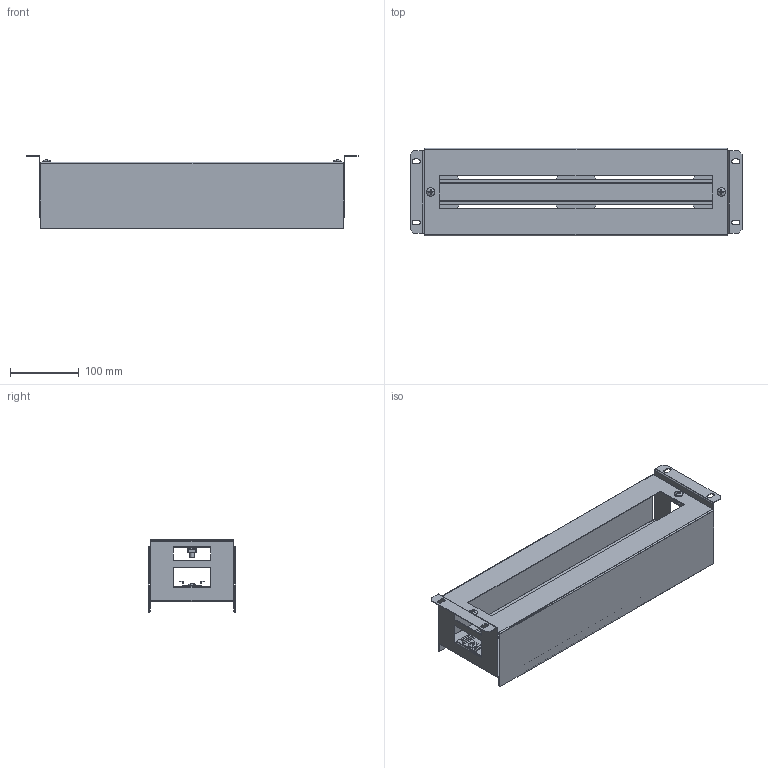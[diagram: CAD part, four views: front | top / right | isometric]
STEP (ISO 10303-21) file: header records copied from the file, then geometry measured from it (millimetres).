
FILE_DESCRIPTION (( 'STEP AP203' ), '1' );
FILE_NAME ('218.40.00 ÑÁ Ðàñïð. ïàíåëü,3U_EDP35-3U22M.STEP', '2023-06-21T11:44:03', ( '' ), ( '' ), 'SwSTEP 2.0', 'SolidWorks 2022', '' );
FILE_SCHEMA (( 'CONFIG_CONTROL_DESIGN' ));
Length unit declared in the file: millimetre
Products named in the file (8): Шпилька для конденсаторной сварки_М6х16; 218.40.01_Фальш-панель; 218.40.00 СБ Распр. панель,3U_EDP35-3U22M; 218.40.11 Корпус; Винт 7985_01; 218.40.002 DIN-рейка_300; 218.40.10 СБ Корпус в сборе; Кузовная гайка М6
Assembly tree (13 placements, depth 3):
  218.40.00 СБ Распр. панель,3U_EDP35-3U22M
    218.40.10 СБ Корпус в сборе
      218.40.11 Корпус
      Шпилька для конденсаторной сварки_М6х16
    Кузовная гайка М6  x4
    218.40.01_Фальш-панель
    218.40.002 DIN-рейка_300
    Винт 7985_01  x4
Bounding box: 483 x 127 x 105.5 mm (x, y, z)
Volume: 214653.2 mm3; surface area: 440982.4 mm2
Topology: 12 solids, 12 shells, 868 faces, 2002 edges, 1164 vertices
Faces by surface type: plane 606, cylinder 206, bspline 48, sphere 8
Entity records: 12680 total; most frequent: CARTESIAN_POINT 2244, DIRECTION 1988, ORIENTED_EDGE 1916, EDGE_CURVE 958, LINE 700, VECTOR 700, AXIS2_PLACEMENT_3D 644, VERTEX_POINT 564
